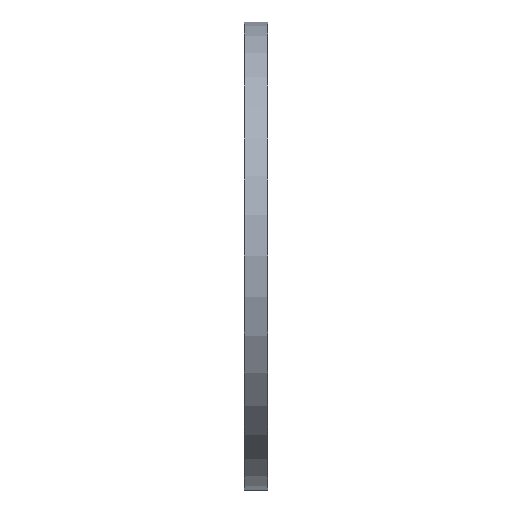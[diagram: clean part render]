
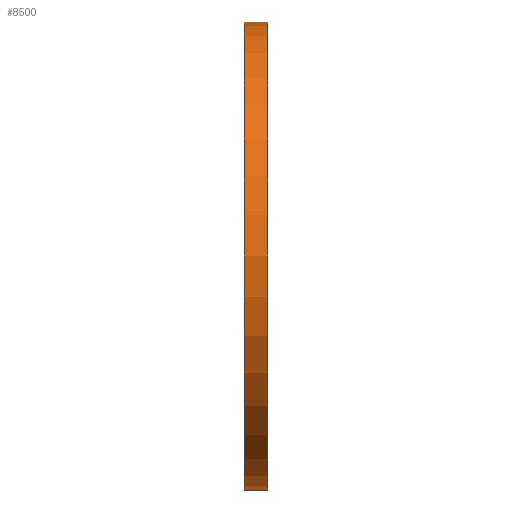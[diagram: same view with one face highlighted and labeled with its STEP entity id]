
A CAD part, left-side view. The second image highlights one B-rep face of the part: STEP entity #8500.
In plain terms, the highlighted cylindrical face has radius 60 mm (diameter 120 mm), a partial arc.
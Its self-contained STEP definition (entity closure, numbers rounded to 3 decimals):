
#388 = AXIS2_PLACEMENT_3D ( 'NONE', #2088, #10159, #10190 ) ;
#460 = CARTESIAN_POINT ( 'NONE',  ( 0., 0., 60. ) ) ;
#680 = ORIENTED_EDGE ( 'NONE', *, *, #2262, .T. ) ;
#684 = VECTOR ( 'NONE', #2760, 1000. ) ;
#855 = LINE ( 'NONE', #2831, #4282 ) ;
#989 = DIRECTION ( 'NONE',  ( 0., -1., 0. ) ) ;
#1500 = CARTESIAN_POINT ( 'NONE',  ( 0., 6., -60. ) ) ;
#1589 = ORIENTED_EDGE ( 'NONE', *, *, #4649, .T. ) ;
#1639 = CARTESIAN_POINT ( 'NONE',  ( 0., 6., 0. ) ) ;
#2088 = CARTESIAN_POINT ( 'NONE',  ( 0., 0., 0. ) ) ;
#2262 = EDGE_CURVE ( 'NONE', #3156, #10155, #855, .T. ) ;
#2760 = DIRECTION ( 'NONE',  ( 0., -1., 0. ) ) ;
#2831 = CARTESIAN_POINT ( 'NONE',  ( 0., 6., -60. ) ) ;
#3156 = VERTEX_POINT ( 'NONE', #1500 ) ;
#3402 = CARTESIAN_POINT ( 'NONE',  ( 0., 6., 0. ) ) ;
#4247 = CIRCLE ( 'NONE', #388, 60. ) ;
#4282 = VECTOR ( 'NONE', #6781, 1000. ) ;
#4605 = VERTEX_POINT ( 'NONE', #460 ) ;
#4649 = EDGE_CURVE ( 'NONE', #10155, #4605, #4247, .T. ) ;
#4954 = CYLINDRICAL_SURFACE ( 'NONE', #5856, 60. ) ;
#5338 = EDGE_CURVE ( 'NONE', #3156, #5578, #6875, .T. ) ;
#5578 = VERTEX_POINT ( 'NONE', #10419 ) ;
#5637 = DIRECTION ( 'NONE',  ( 0., 0., -1. ) ) ;
#5856 = AXIS2_PLACEMENT_3D ( 'NONE', #3402, #989, #5637 ) ;
#6220 = EDGE_LOOP ( 'NONE', ( #7883, #6477, #680, #1589 ) ) ;
#6445 = CARTESIAN_POINT ( 'NONE',  ( 0., 0., -60. ) ) ;
#6477 = ORIENTED_EDGE ( 'NONE', *, *, #5338, .F. ) ;
#6572 = CARTESIAN_POINT ( 'NONE',  ( 0., 6., 60. ) ) ;
#6726 = FACE_OUTER_BOUND ( 'NONE', #6220, .T. ) ;
#6781 = DIRECTION ( 'NONE',  ( 0., -1., 0. ) ) ;
#6875 = CIRCLE ( 'NONE', #9464, 60. ) ;
#7221 = EDGE_CURVE ( 'NONE', #5578, #4605, #7234, .T. ) ;
#7234 = LINE ( 'NONE', #6572, #684 ) ;
#7387 = DIRECTION ( 'NONE',  ( 0., 1., 0. ) ) ;
#7883 = ORIENTED_EDGE ( 'NONE', *, *, #7221, .F. ) ;
#8500 = ADVANCED_FACE ( 'NONE', ( #6726 ), #4954, .T. ) ;
#9464 = AXIS2_PLACEMENT_3D ( 'NONE', #1639, #7387, #9701 ) ;
#9701 = DIRECTION ( 'NONE',  ( 0., 0., 1. ) ) ;
#10155 = VERTEX_POINT ( 'NONE', #6445 ) ;
#10159 = DIRECTION ( 'NONE',  ( 0., 1., 0. ) ) ;
#10190 = DIRECTION ( 'NONE',  ( 0., 0., 1. ) ) ;
#10419 = CARTESIAN_POINT ( 'NONE',  ( 0., 6., 60. ) ) ;
